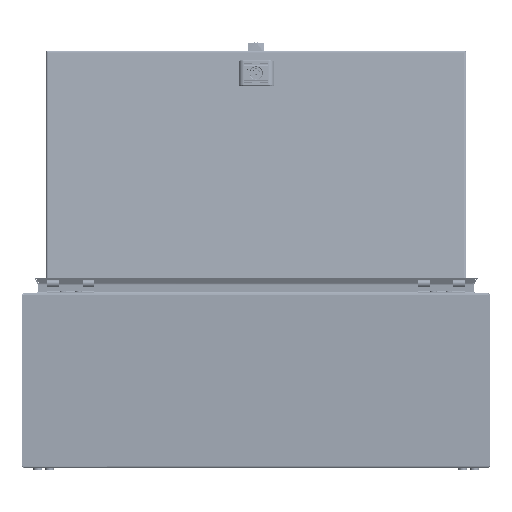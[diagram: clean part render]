
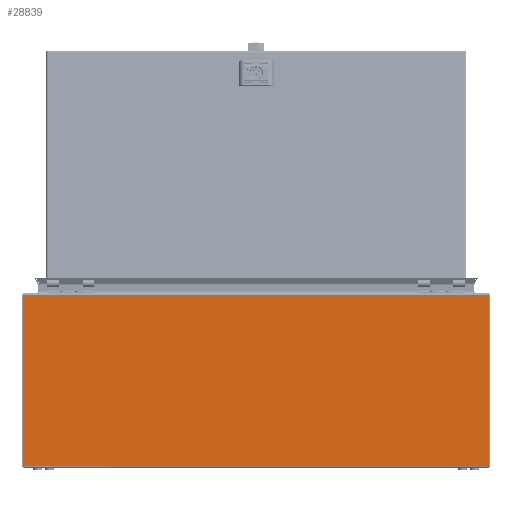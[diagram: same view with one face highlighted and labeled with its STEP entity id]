
A CAD part, front view. The second image highlights one B-rep face of the part: STEP entity #28839.
In plain terms, the highlighted planar face has unit normal (0, -1, 0).
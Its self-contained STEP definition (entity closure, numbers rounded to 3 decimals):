
#1790 = CARTESIAN_POINT ( 'NONE',  ( -298.4, -200., 220.5 ) ) ;
#1791 = CARTESIAN_POINT ( 'NONE',  ( -298.4, -200., 1.5 ) ) ;
#1798 = CARTESIAN_POINT ( 'NONE',  ( 298.4, -200., 220.5 ) ) ;
#1802 = CARTESIAN_POINT ( 'NONE',  ( 298.4, -200., 1.5 ) ) ;
#17939 = EDGE_CURVE ( 'NONE', #91910, #91898, #70920, .T. ) ;
#17942 = EDGE_CURVE ( 'NONE', #91906, #91896, #70926, .T. ) ;
#17944 = EDGE_CURVE ( 'NONE', #91898, #91896, #70910, .T. ) ;
#17946 = EDGE_CURVE ( 'NONE', #91910, #91906, #70932, .T. ) ;
#28839 = ADVANCED_FACE ( 'NONE', ( #67296 ), #67299, .F. ) ;
#33196 = VECTOR ( 'NONE', #70931, 1000. ) ;
#33203 = VECTOR ( 'NONE', #70929, 1000. ) ;
#33205 = VECTOR ( 'NONE', #70922, 1000. ) ;
#33212 = VECTOR ( 'NONE', #70934, 1000. ) ;
#67287 = CARTESIAN_POINT ( 'NONE',  ( -298.5, -200., 222. ) ) ;
#67296 = FACE_OUTER_BOUND ( 'NONE', #140828, .T. ) ;
#67299 = PLANE ( 'NONE',  #69108 ) ;
#67306 = DIRECTION ( 'NONE',  ( 0., 1., 0. ) ) ;
#67309 = DIRECTION ( 'NONE',  ( 0., 0., 1. ) ) ;
#69108 = AXIS2_PLACEMENT_3D ( 'NONE', #67287, #67306, #67309 ) ;
#70910 = LINE ( 'NONE', #70930, #33196 ) ;
#70920 = LINE ( 'NONE', #70921, #33205 ) ;
#70921 = CARTESIAN_POINT ( 'NONE',  ( -298.5, -200., 1.5 ) ) ;
#70922 = DIRECTION ( 'NONE',  ( -1., 0., 0. ) ) ;
#70926 = LINE ( 'NONE', #70928, #33203 ) ;
#70928 = CARTESIAN_POINT ( 'NONE',  ( 297.793, -200., 220.5 ) ) ;
#70929 = DIRECTION ( 'NONE',  ( -1., 0., 0. ) ) ;
#70930 = CARTESIAN_POINT ( 'NONE',  ( -298.4, -200., 1.5 ) ) ;
#70931 = DIRECTION ( 'NONE',  ( 0., 0., 1. ) ) ;
#70932 = LINE ( 'NONE', #70933, #33212 ) ;
#70933 = CARTESIAN_POINT ( 'NONE',  ( 298.4, -200., 1.5 ) ) ;
#70934 = DIRECTION ( 'NONE',  ( 0., 0., 1. ) ) ;
#91896 = VERTEX_POINT ( 'NONE', #1790 ) ;
#91898 = VERTEX_POINT ( 'NONE', #1791 ) ;
#91906 = VERTEX_POINT ( 'NONE', #1798 ) ;
#91910 = VERTEX_POINT ( 'NONE', #1802 ) ;
#100730 = ORIENTED_EDGE ( 'NONE', *, *, #17942, .T. ) ;
#100731 = ORIENTED_EDGE ( 'NONE', *, *, #17944, .F. ) ;
#100732 = ORIENTED_EDGE ( 'NONE', *, *, #17939, .F. ) ;
#100733 = ORIENTED_EDGE ( 'NONE', *, *, #17946, .T. ) ;
#140828 = EDGE_LOOP ( 'NONE', ( #100730, #100731, #100732, #100733 ) ) ;
